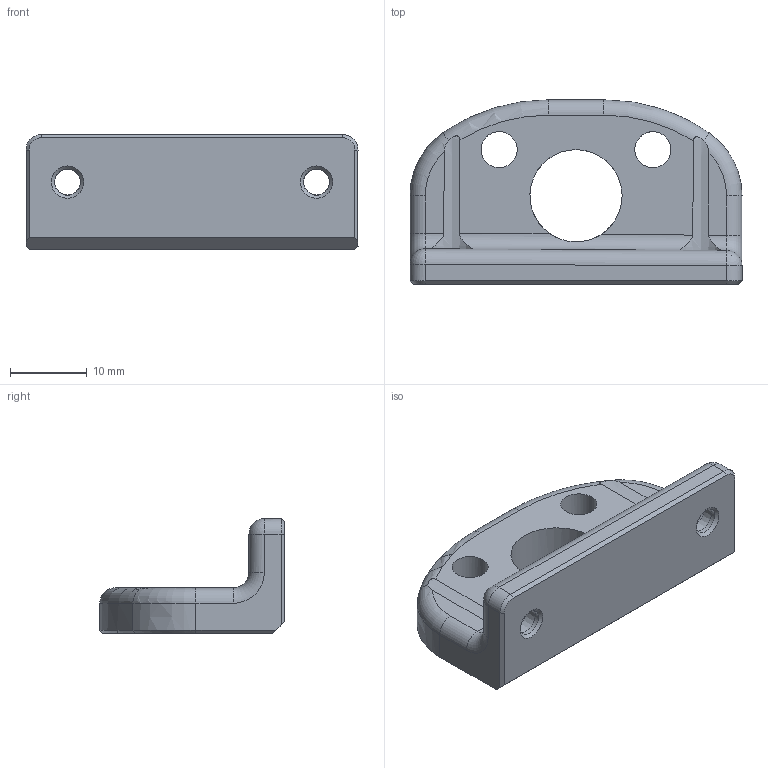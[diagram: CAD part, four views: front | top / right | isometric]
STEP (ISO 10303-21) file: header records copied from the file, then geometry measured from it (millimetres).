
FILE_DESCRIPTION(/* description */ (''),/* implementation_level */ '2;1');
FILE_NAME(/* name */ 'umbilical_mount.step',/* time_stamp */ '2022-07-05T20:55:23-07:00',/* author */ (''),/* organization */ (''),/* preprocessor_version */ 'ST-DEVELOPER v19',/* originating_system */ 'Autodesk Translation Framework v11.7.0.108',/* authorisation */ '');
FILE_SCHEMA (('AUTOMOTIVE_DESIGN { 1 0 10303 214 3 1 1 }'));
Length unit declared in the file: millimetre
Products named in the file (1): stock_carraige_umbilical_mount
Bounding box: 43.2 x 24 x 14.93 mm (x, y, z)
Volume: 6120.8 mm3; surface area: 3415.8 mm2
Topology: 1 solids, 1 shells, 64 faces, 166 edges, 102 vertices
Faces by surface type: plane 19, cylinder 17, cone 16, torus 6, bspline 4, sphere 2
Full cylindrical faces by diameter (mm): 4.7 x2, 12 x1
Entity records: 2686 total; most frequent: CARTESIAN_POINT 1142, ORIENTED_EDGE 330, DIRECTION 290, EDGE_CURVE 165, AXIS2_PLACEMENT_3D 106, VERTEX_POINT 102, LINE 78, VECTOR 78
